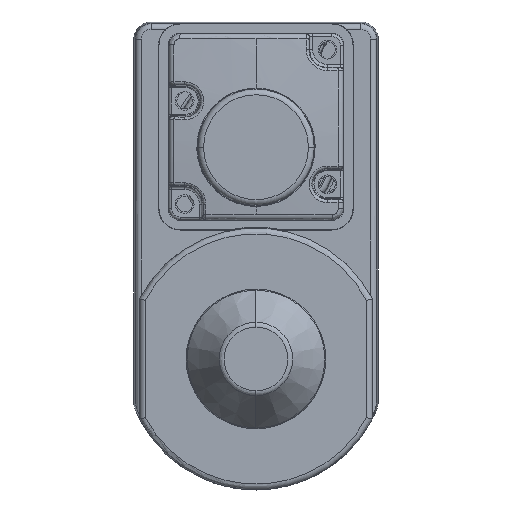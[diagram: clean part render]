
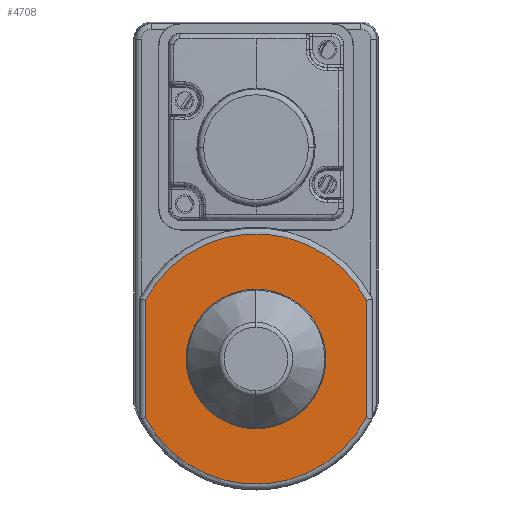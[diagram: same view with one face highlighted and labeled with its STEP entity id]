
A CAD part, front view. The second image highlights one B-rep face of the part: STEP entity #4708.
In plain terms, the highlighted planar face has unit normal (0, -1, 0).
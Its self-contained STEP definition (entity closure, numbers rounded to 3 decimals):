
#1340=CARTESIAN_POINT('',(0.,-98.,0.));
#1341=DIRECTION('',(0.,-1.,0.));
#1342=DIRECTION('',(0.884,0.,0.468));
#1343=AXIS2_PLACEMENT_3D('',#1340,#1341,#1342);
#1360=CARTESIAN_POINT('',(0.,-98.,0.));
#1361=DIRECTION('',(0.,1.,0.));
#1362=DIRECTION('',(0.,0.,1.));
#1363=AXIS2_PLACEMENT_3D('',#1360,#1361,#1362);
#1365=CARTESIAN_POINT('',(0.,-98.,0.));
#1366=DIRECTION('',(0.,1.,0.));
#1367=DIRECTION('',(0.,0.,-1.));
#1368=AXIS2_PLACEMENT_3D('',#1365,#1366,#1367);
#1370=DIRECTION('',(0.,0.,1.));
#1371=VECTOR('',#1370,20.125);
#1372=CARTESIAN_POINT('',(19.,-98.,-10.062));
#1373=LINE('',#1372,#1371);
#1374=DIRECTION('',(0.,0.,-1.));
#1375=VECTOR('',#1374,20.125);
#1376=CARTESIAN_POINT('',(-19.,-98.,10.062));
#1377=LINE('',#1376,#1375);
#1522=CARTESIAN_POINT('',(0.,-98.,0.));
#1523=DIRECTION('',(0.,-1.,0.));
#1524=DIRECTION('',(-0.884,0.,-0.468));
#1525=AXIS2_PLACEMENT_3D('',#1522,#1523,#1524);
#1638=CARTESIAN_POINT('',(-19.,-98.,-10.062));
#1639=CARTESIAN_POINT('',(19.,-98.,-10.062));
#1640=VERTEX_POINT('',#1638);
#1641=VERTEX_POINT('',#1639);
#1654=CARTESIAN_POINT('',(19.,-98.,10.062));
#1655=CARTESIAN_POINT('',(-19.,-98.,10.062));
#1656=VERTEX_POINT('',#1654);
#1657=VERTEX_POINT('',#1655);
#1734=CARTESIAN_POINT('',(0.,-98.,12.));
#1735=CARTESIAN_POINT('',(0.,-98.,-12.));
#1736=VERTEX_POINT('',#1734);
#1737=VERTEX_POINT('',#1735);
#4689=CARTESIAN_POINT('',(0.,-98.,0.));
#4690=DIRECTION('',(0.,-1.,0.));
#4691=DIRECTION('',(1.,0.,0.));
#4692=AXIS2_PLACEMENT_3D('',#4689,#4690,#4691);
#4693=PLANE('',#4692);
#4694=ORIENTED_EDGE('',*,*,#4680,.F.);
#4696=ORIENTED_EDGE('',*,*,#4695,.F.);
#4698=ORIENTED_EDGE('',*,*,#4697,.F.);
#4699=ORIENTED_EDGE('',*,*,#4668,.F.);
#4700=EDGE_LOOP('',(#4694,#4696,#4698,#4699));
#4701=FACE_OUTER_BOUND('',#4700,.F.);
#4703=ORIENTED_EDGE('',*,*,#4702,.F.);
#4705=ORIENTED_EDGE('',*,*,#4704,.F.);
#4706=EDGE_LOOP('',(#4703,#4705));
#4707=FACE_BOUND('',#4706,.F.);
#4708=ADVANCED_FACE('',(#4701,#4707),#4693,.T.);
#1344=CIRCLE('',#1343,21.5);
#1364=CIRCLE('',#1363,12.);
#1369=CIRCLE('',#1368,12.);
#1526=CIRCLE('',#1525,21.5);
#4668=EDGE_CURVE('',#1657,#1640,#1377,.T.);
#4680=EDGE_CURVE('',#1656,#1657,#1344,.T.);
#4695=EDGE_CURVE('',#1641,#1656,#1373,.T.);
#4697=EDGE_CURVE('',#1640,#1641,#1526,.T.);
#4702=EDGE_CURVE('',#1736,#1737,#1364,.T.);
#4704=EDGE_CURVE('',#1737,#1736,#1369,.T.);
